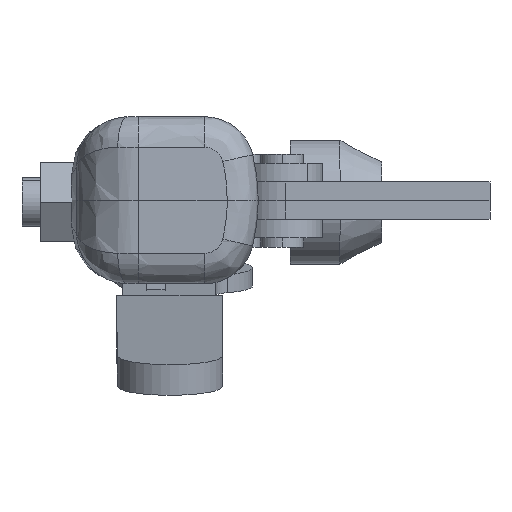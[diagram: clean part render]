
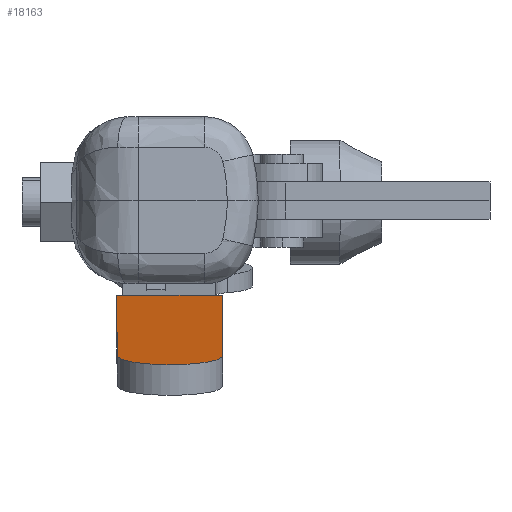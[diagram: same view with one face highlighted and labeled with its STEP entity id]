
A CAD part, left-side view. The second image highlights one B-rep face of the part: STEP entity #18163.
In plain terms, the highlighted face is planar.
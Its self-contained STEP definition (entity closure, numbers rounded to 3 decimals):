
#694 = ORIENTED_EDGE ( 'NONE', *, *, #4262, .T. ) ;
#749 = EDGE_CURVE ( 'NONE', #1267, #5975, #2000, .T. ) ;
#949 = AXIS2_PLACEMENT_3D ( 'NONE', #15956, #3880, #17878 ) ;
#1267 = VERTEX_POINT ( 'NONE', #16109 ) ;
#2000 = LINE ( 'NONE', #23161, #13084 ) ;
#2326 = DIRECTION ( 'NONE',  ( 0., -1., 0. ) ) ;
#2356 = DIRECTION ( 'NONE',  ( 0., 0., -1. ) ) ;
#3096 = AXIS2_PLACEMENT_3D ( 'NONE', #6044, #2356, #2326 ) ;
#3407 = VERTEX_POINT ( 'NONE', #23240 ) ;
#3444 = DIRECTION ( 'NONE',  ( 0., 1., 0. ) ) ;
#3447 = CARTESIAN_POINT ( 'NONE',  ( 56.95, 16., 4. ) ) ;
#3880 = DIRECTION ( 'NONE',  ( 0., 0., 1. ) ) ;
#4262 = EDGE_CURVE ( 'NONE', #10654, #5975, #15237, .T. ) ;
#5975 = VERTEX_POINT ( 'NONE', #16669 ) ;
#6044 = CARTESIAN_POINT ( 'NONE',  ( 0., 7.5, 4. ) ) ;
#10654 = VERTEX_POINT ( 'NONE', #17498 ) ;
#10939 = LINE ( 'NONE', #16949, #17523 ) ;
#11737 = CIRCLE ( 'NONE', #3096, 8.5 ) ;
#13084 = VECTOR ( 'NONE', #22543, 1000. ) ;
#13474 = EDGE_CURVE ( 'NONE', #3407, #1267, #11737, .T. ) ;
#13631 = VECTOR ( 'NONE', #3444, 1000. ) ;
#14972 = EDGE_LOOP ( 'NONE', ( #694, #15664, #24860, #22293 ) ) ;
#15237 = LINE ( 'NONE', #3447, #13631 ) ;
#15664 = ORIENTED_EDGE ( 'NONE', *, *, #749, .F. ) ;
#15956 = CARTESIAN_POINT ( 'NONE',  ( 0., 7.5, 4. ) ) ;
#16109 = CARTESIAN_POINT ( 'NONE',  ( 0., 16., 4. ) ) ;
#16669 = CARTESIAN_POINT ( 'NONE',  ( 56.95, 16., 4. ) ) ;
#16949 = CARTESIAN_POINT ( 'NONE',  ( 0., -1., 4. ) ) ;
#17498 = CARTESIAN_POINT ( 'NONE',  ( 56.95, -1., 4. ) ) ;
#17523 = VECTOR ( 'NONE', #20660, 1000. ) ;
#17794 = PLANE ( 'NONE',  #949 ) ;
#17878 = DIRECTION ( 'NONE',  ( 0., -1., 0. ) ) ;
#18163 = ADVANCED_FACE ( 'NONE', ( #21752 ), #17794, .T. ) ;
#20300 = EDGE_CURVE ( 'NONE', #10654, #3407, #10939, .T. ) ;
#20660 = DIRECTION ( 'NONE',  ( -1., 0., 0. ) ) ;
#21752 = FACE_OUTER_BOUND ( 'NONE', #14972, .T. ) ;
#22293 = ORIENTED_EDGE ( 'NONE', *, *, #20300, .F. ) ;
#22543 = DIRECTION ( 'NONE',  ( 1., 0., 0. ) ) ;
#23161 = CARTESIAN_POINT ( 'NONE',  ( 56.95, 16., 4. ) ) ;
#23240 = CARTESIAN_POINT ( 'NONE',  ( 0., -1., 4. ) ) ;
#24860 = ORIENTED_EDGE ( 'NONE', *, *, #13474, .F. ) ;
